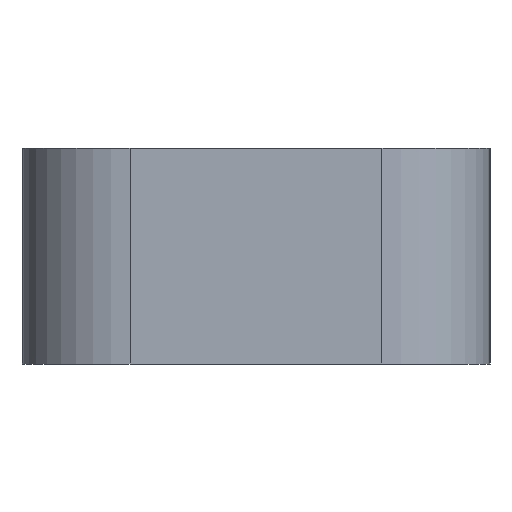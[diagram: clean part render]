
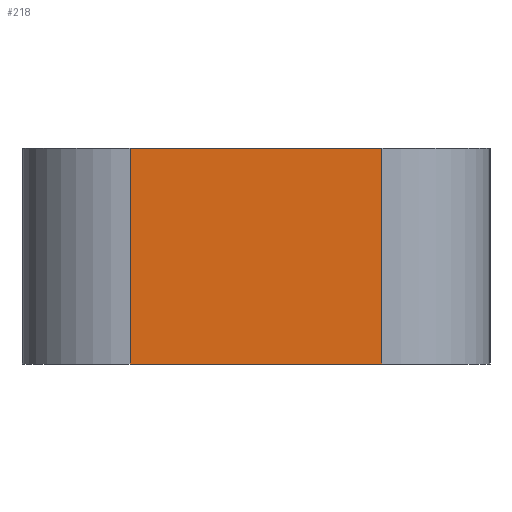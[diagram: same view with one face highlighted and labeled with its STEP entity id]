
A CAD part, left-side view. The second image highlights one B-rep face of the part: STEP entity #218.
In plain terms, the highlighted planar face has unit normal (-1, 0, 0).
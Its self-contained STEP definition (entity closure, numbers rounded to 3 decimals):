
#19=PLANE('',#246);
#26=FACE_OUTER_BOUND('',#38,.T.);
#38=EDGE_LOOP('',(#155,#156,#157,#158));
#54=LINE('',#344,#72);
#55=LINE('',#347,#73);
#56=LINE('',#349,#74);
#57=LINE('',#350,#75);
#72=VECTOR('',#276,10.);
#73=VECTOR('',#279,10.);
#74=VECTOR('',#280,10.);
#75=VECTOR('',#281,10.);
#101=VERTEX_POINT('',#337);
#104=VERTEX_POINT('',#342);
#105=VERTEX_POINT('',#346);
#106=VERTEX_POINT('',#348);
#124=EDGE_CURVE('',#104,#101,#54,.T.);
#125=EDGE_CURVE('',#104,#105,#55,.T.);
#126=EDGE_CURVE('',#106,#105,#56,.T.);
#127=EDGE_CURVE('',#101,#106,#57,.T.);
#155=ORIENTED_EDGE('',*,*,#124,.F.);
#156=ORIENTED_EDGE('',*,*,#125,.T.);
#157=ORIENTED_EDGE('',*,*,#126,.F.);
#158=ORIENTED_EDGE('',*,*,#127,.F.);
#218=ADVANCED_FACE('',(#26),#19,.T.);
#246=AXIS2_PLACEMENT_3D('',#345,#277,#278);
#276=DIRECTION('',(0.,0.,1.));
#277=DIRECTION('center_axis',(-1.,0.,0.));
#278=DIRECTION('ref_axis',(0.,-1.,0.));
#279=DIRECTION('',(0.,-1.,0.));
#280=DIRECTION('',(0.,0.,-1.));
#281=DIRECTION('',(0.,-1.,0.));
#337=CARTESIAN_POINT('',(0.,10.,6.));
#342=CARTESIAN_POINT('',(0.,10.,0.));
#344=CARTESIAN_POINT('',(0.,10.,0.));
#345=CARTESIAN_POINT('Origin',(0.,13.,0.));
#346=CARTESIAN_POINT('',(0.,3.,0.));
#347=CARTESIAN_POINT('',(0.,13.,0.));
#348=CARTESIAN_POINT('',(0.,3.,6.));
#349=CARTESIAN_POINT('',(0.,3.,0.));
#350=CARTESIAN_POINT('',(0.,13.,6.));
